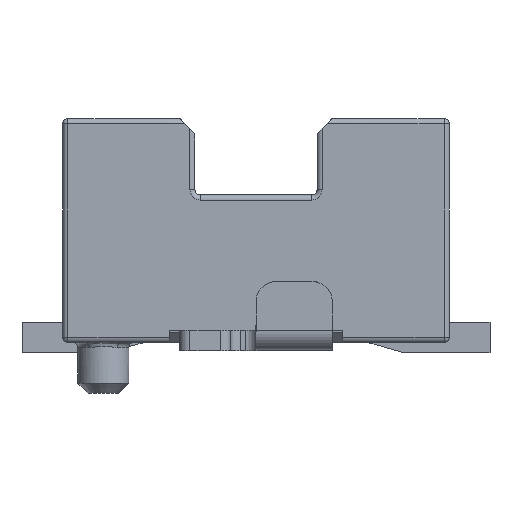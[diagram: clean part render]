
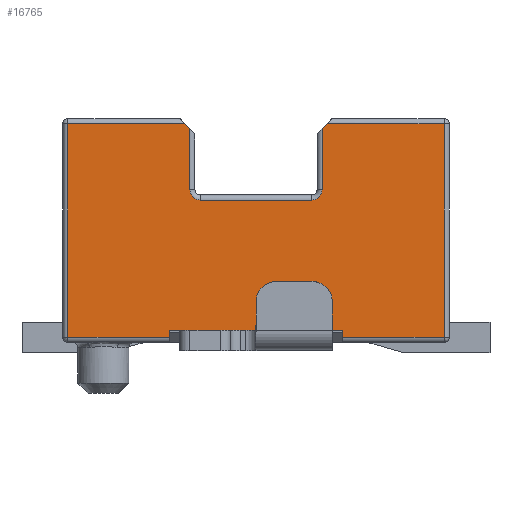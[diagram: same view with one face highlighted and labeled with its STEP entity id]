
A CAD part, left-side view. The second image highlights one B-rep face of the part: STEP entity #16765.
In plain terms, the highlighted planar face has unit normal (-1, 0, 0).
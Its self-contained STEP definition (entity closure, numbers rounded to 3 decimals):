
#353=PLANE('',#17641);
#1041=LINE('',#23556,#3147);
#1044=LINE('',#23580,#3150);
#1048=LINE('',#23610,#3154);
#1053=LINE('',#23624,#3159);
#1056=LINE('',#23632,#3162);
#1057=LINE('',#23634,#3163);
#1058=LINE('',#23636,#3164);
#1059=LINE('',#23638,#3165);
#1060=LINE('',#23640,#3166);
#1061=LINE('',#23642,#3167);
#1062=LINE('',#23644,#3168);
#1063=LINE('',#23646,#3169);
#1064=LINE('',#23648,#3170);
#1065=LINE('',#23650,#3171);
#1066=LINE('',#23652,#3172);
#1067=LINE('',#23653,#3173);
#3147=VECTOR('',#18937,10.);
#3150=VECTOR('',#18952,10.);
#3154=VECTOR('',#18970,10.);
#3159=VECTOR('',#18985,0.212);
#3162=VECTOR('',#18992,0.212);
#3163=VECTOR('',#18993,10.);
#3164=VECTOR('',#18994,10.);
#3165=VECTOR('',#18995,10.);
#3166=VECTOR('',#18996,0.12);
#3167=VECTOR('',#18997,1.7);
#3168=VECTOR('',#18998,1.7);
#3169=VECTOR('',#18999,1.7);
#3170=VECTOR('',#19000,0.12);
#3171=VECTOR('',#19001,10.);
#3172=VECTOR('',#19002,10.);
#3173=VECTOR('',#19003,10.);
#5458=FACE_OUTER_BOUND('',#6280,.T.);
#6280=EDGE_LOOP('',(#11744,#11745,#11746,#11747,#11748,#11749,#11750,#11751,
#11752,#11753,#11754,#11755,#11756,#11757,#11758,#11759,#11760,#11761));
#7111=CIRCLE('',#17611,0.1);
#7115=CIRCLE('',#17616,0.1);
#7498=VERTEX_POINT('',#23534);
#7499=VERTEX_POINT('',#23535);
#7502=VERTEX_POINT('',#23543);
#7503=VERTEX_POINT('',#23544);
#7506=VERTEX_POINT('',#23552);
#7519=VERTEX_POINT('',#23608);
#7523=VERTEX_POINT('',#23623);
#7526=VERTEX_POINT('',#23631);
#7527=VERTEX_POINT('',#23633);
#7528=VERTEX_POINT('',#23635);
#7529=VERTEX_POINT('',#23637);
#7530=VERTEX_POINT('',#23639);
#7531=VERTEX_POINT('',#23641);
#7532=VERTEX_POINT('',#23643);
#7533=VERTEX_POINT('',#23645);
#7534=VERTEX_POINT('',#23647);
#7535=VERTEX_POINT('',#23649);
#7536=VERTEX_POINT('',#23651);
#9118=EDGE_CURVE('',#7498,#7499,#7111,.T.);
#9122=EDGE_CURVE('',#7502,#7503,#7115,.T.);
#9128=EDGE_CURVE('',#7503,#7506,#1041,.T.);
#9136=EDGE_CURVE('',#7499,#7502,#1044,.T.);
#9146=EDGE_CURVE('',#7519,#7498,#1048,.T.);
#9153=EDGE_CURVE('',#7523,#7506,#1053,.T.);
#9157=EDGE_CURVE('',#7519,#7526,#1056,.T.);
#9158=EDGE_CURVE('',#7527,#7526,#1057,.T.);
#9159=EDGE_CURVE('',#7528,#7527,#1058,.T.);
#9160=EDGE_CURVE('',#7529,#7528,#1059,.T.);
#9161=EDGE_CURVE('',#7529,#7530,#1060,.T.);
#9162=EDGE_CURVE('',#7530,#7531,#1061,.T.);
#9163=EDGE_CURVE('',#7531,#7532,#1062,.T.);
#9164=EDGE_CURVE('',#7532,#7533,#1063,.T.);
#9165=EDGE_CURVE('',#7534,#7533,#1064,.T.);
#9166=EDGE_CURVE('',#7535,#7534,#1065,.T.);
#9167=EDGE_CURVE('',#7536,#7535,#1066,.T.);
#9168=EDGE_CURVE('',#7523,#7536,#1067,.T.);
#11744=ORIENTED_EDGE('',*,*,#9128,.F.);
#11745=ORIENTED_EDGE('',*,*,#9122,.F.);
#11746=ORIENTED_EDGE('',*,*,#9136,.F.);
#11747=ORIENTED_EDGE('',*,*,#9118,.F.);
#11748=ORIENTED_EDGE('',*,*,#9146,.F.);
#11749=ORIENTED_EDGE('',*,*,#9157,.T.);
#11750=ORIENTED_EDGE('',*,*,#9158,.F.);
#11751=ORIENTED_EDGE('',*,*,#9159,.F.);
#11752=ORIENTED_EDGE('',*,*,#9160,.F.);
#11753=ORIENTED_EDGE('',*,*,#9161,.T.);
#11754=ORIENTED_EDGE('',*,*,#9162,.T.);
#11755=ORIENTED_EDGE('',*,*,#9163,.T.);
#11756=ORIENTED_EDGE('',*,*,#9164,.T.);
#11757=ORIENTED_EDGE('',*,*,#9165,.F.);
#11758=ORIENTED_EDGE('',*,*,#9166,.F.);
#11759=ORIENTED_EDGE('',*,*,#9167,.F.);
#11760=ORIENTED_EDGE('',*,*,#9168,.F.);
#11761=ORIENTED_EDGE('',*,*,#9153,.T.);
#16765=ADVANCED_FACE('',(#5458),#353,.T.);
#17611=AXIS2_PLACEMENT_3D('',#23536,#18914,#18915);
#17616=AXIS2_PLACEMENT_3D('',#23545,#18924,#18925);
#17641=AXIS2_PLACEMENT_3D('',#23630,#18990,#18991);
#18914=DIRECTION('center_axis',(-1.,0.,0.));
#18915=DIRECTION('ref_axis',(0.,0.707,-0.707));
#18924=DIRECTION('center_axis',(-1.,0.,0.));
#18925=DIRECTION('ref_axis',(0.,-0.707,-0.707));
#18937=DIRECTION('',(0.,0.,1.));
#18952=DIRECTION('',(0.,-1.,0.));
#18970=DIRECTION('',(0.,0.,-1.));
#18985=DIRECTION('',(0.,0.707,-0.707));
#18990=DIRECTION('center_axis',(-1.,0.,0.));
#18991=DIRECTION('ref_axis',(0.,-1.,0.));
#18992=DIRECTION('',(0.,0.707,0.707));
#18993=DIRECTION('',(0.,-1.,0.));
#18994=DIRECTION('',(0.,0.,1.));
#18995=DIRECTION('',(0.,1.,0.));
#18996=DIRECTION('',(0.,0.,1.));
#18997=DIRECTION('',(0.,-1.,0.));
#18998=DIRECTION('',(0.,-1.,0.));
#18999=DIRECTION('',(0.,-1.,0.));
#19000=DIRECTION('',(0.,0.,1.));
#19001=DIRECTION('',(0.,1.,0.));
#19002=DIRECTION('',(0.,0.,-1.));
#19003=DIRECTION('',(0.,-1.,0.));
#23534=CARTESIAN_POINT('',(-2.35,0.65,1.6));
#23535=CARTESIAN_POINT('',(-2.35,0.55,1.5));
#23536=CARTESIAN_POINT('Origin',(-2.35,0.55,1.6));
#23543=CARTESIAN_POINT('',(-2.35,-0.55,1.5));
#23544=CARTESIAN_POINT('',(-2.35,-0.65,1.6));
#23545=CARTESIAN_POINT('Origin',(-2.35,-0.55,1.6));
#23552=CARTESIAN_POINT('',(-2.35,-0.65,2.2));
#23556=CARTESIAN_POINT('',(-2.35,-0.65,1.2));
#23580=CARTESIAN_POINT('',(-2.35,0.95,1.5));
#23608=CARTESIAN_POINT('',(-2.35,0.65,2.2));
#23610=CARTESIAN_POINT('',(-2.35,0.65,1.2));
#23623=CARTESIAN_POINT('',(-2.35,-0.7,2.25));
#23624=CARTESIAN_POINT('',(-2.35,-0.75,2.3));
#23630=CARTESIAN_POINT('Origin',(-2.35,1.9,0.1));
#23631=CARTESIAN_POINT('',(-2.35,0.7,2.25));
#23632=CARTESIAN_POINT('',(-2.35,0.6,2.15));
#23633=CARTESIAN_POINT('',(-2.35,1.85,2.25));
#23634=CARTESIAN_POINT('',(-2.35,0.95,2.25));
#23635=CARTESIAN_POINT('',(-2.35,1.85,0.15));
#23636=CARTESIAN_POINT('',(-2.35,1.85,0.1));
#23637=CARTESIAN_POINT('',(-2.35,0.85,0.15));
#23638=CARTESIAN_POINT('',(-2.35,0.95,0.15));
#23639=CARTESIAN_POINT('',(-2.35,0.85,0.22));
#23640=CARTESIAN_POINT('',(-2.35,0.85,0.1));
#23641=CARTESIAN_POINT('',(-2.35,0.75,0.22));
#23642=CARTESIAN_POINT('',(-2.35,0.85,0.22));
#23643=CARTESIAN_POINT('',(-2.35,-0.75,0.22));
#23644=CARTESIAN_POINT('',(-2.35,0.85,0.22));
#23645=CARTESIAN_POINT('',(-2.35,-0.85,0.22));
#23646=CARTESIAN_POINT('',(-2.35,0.85,0.22));
#23647=CARTESIAN_POINT('',(-2.35,-0.85,0.15));
#23648=CARTESIAN_POINT('',(-2.35,-0.85,0.1));
#23649=CARTESIAN_POINT('',(-2.35,-1.85,0.15));
#23650=CARTESIAN_POINT('',(-2.35,0.95,0.15));
#23651=CARTESIAN_POINT('',(-2.35,-1.85,2.25));
#23652=CARTESIAN_POINT('',(-2.35,-1.85,0.1));
#23653=CARTESIAN_POINT('',(-2.35,0.95,2.25));
